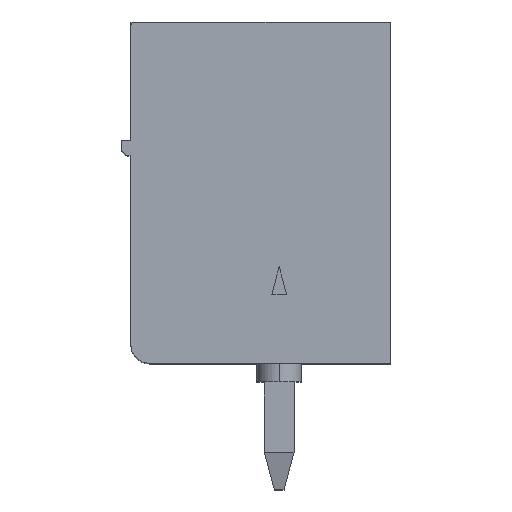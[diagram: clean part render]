
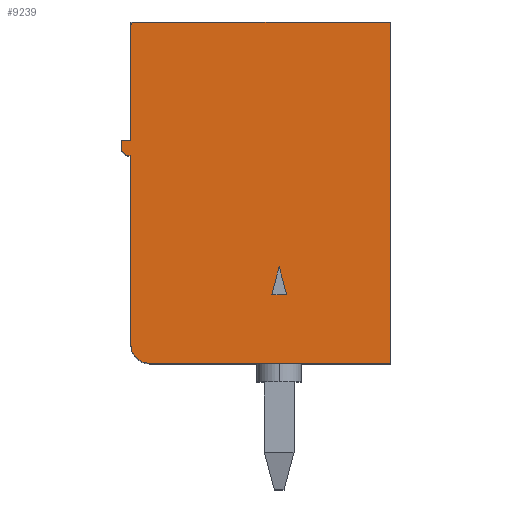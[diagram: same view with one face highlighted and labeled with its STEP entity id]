
A CAD part, top view. The second image highlights one B-rep face of the part: STEP entity #9239.
In plain terms, the highlighted planar face has unit normal (0, 0, 1).
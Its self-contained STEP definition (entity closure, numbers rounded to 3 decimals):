
#562 = CARTESIAN_POINT ( 'NONE',  ( 9.1, 6.9, 2.6 ) ) ;
#569 = DIRECTION ( 'NONE',  ( 0., 0., -1. ) ) ;
#570 = DIRECTION ( 'NONE',  ( 1., 0., 0. ) ) ;
#925 = CARTESIAN_POINT ( 'NONE',  ( 9.2, 6.9, 2.6 ) ) ;
#928 = CARTESIAN_POINT ( 'NONE',  ( 9.1, 7., 2.6 ) ) ;
#940 = CARTESIAN_POINT ( 'NONE',  ( 1.85, 3.201, 2.6 ) ) ;
#941 = CARTESIAN_POINT ( 'NONE',  ( 1.85, 2.799, 2.6 ) ) ;
#942 = CARTESIAN_POINT ( 'NONE',  ( 2.6, 3., 2.6 ) ) ;
#943 = CARTESIAN_POINT ( 'NONE',  ( 0., 0., 2.6 ) ) ;
#946 = CARTESIAN_POINT ( 'NONE',  ( 9.2, 0., 2.6 ) ) ;
#1217 = VECTOR ( 'NONE', #4028, 1000. ) ;
#1388 = AXIS2_PLACEMENT_3D ( 'NONE', #1697, #1713, #1714 ) ;
#1697 = CARTESIAN_POINT ( 'NONE',  ( 5.8, 7.05, 2.6 ) ) ;
#1713 = DIRECTION ( 'NONE',  ( 0., 0., -1. ) ) ;
#1714 = DIRECTION ( 'NONE',  ( 1., 0., 0. ) ) ;
#1812 = CARTESIAN_POINT ( 'NONE',  ( 6., 7., 2.6 ) ) ;
#1822 = CARTESIAN_POINT ( 'NONE',  ( 5.6, 7., 2.6 ) ) ;
#1840 = CARTESIAN_POINT ( 'NONE',  ( 0.5, 7., 2.6 ) ) ;
#1842 = CARTESIAN_POINT ( 'NONE',  ( 0., 6.5, 2.6 ) ) ;
#2537 = LINE ( 'NONE', #2538, #7197 ) ;
#2538 = CARTESIAN_POINT ( 'NONE',  ( 5.6, 7., 2.6 ) ) ;
#2539 = DIRECTION ( 'NONE',  ( 0., 1., 0. ) ) ;
#2635 = CARTESIAN_POINT ( 'NONE',  ( 0.5, 6.5, 2.6 ) ) ;
#2642 = DIRECTION ( 'NONE',  ( 0., 0., -1. ) ) ;
#2643 = DIRECTION ( 'NONE',  ( 1., 0., 0. ) ) ;
#2949 = FACE_BOUND ( 'NONE', #7972, .T. ) ;
#2955 = AXIS2_PLACEMENT_3D ( 'NONE', #7001, #7002, #7003 ) ;
#3034 = VECTOR ( 'NONE', #10335, 1000. ) ;
#4026 = LINE ( 'NONE', #4027, #1217 ) ;
#4027 = CARTESIAN_POINT ( 'NONE',  ( 5.8, 7.25, 2.6 ) ) ;
#4028 = DIRECTION ( 'NONE',  ( 1., 0., 0. ) ) ;
#4761 = EDGE_CURVE ( 'NONE', #8839, #8803, #4026, .T. ) ;
#4828 = EDGE_CURVE ( 'NONE', #8823, #8839, #9566, .T. ) ;
#5304 = FACE_OUTER_BOUND ( 'NONE', #7973, .T. ) ;
#6499 = LINE ( 'NONE', #6500, #7153 ) ;
#6500 = CARTESIAN_POINT ( 'NONE',  ( 0., 7., 2.6 ) ) ;
#6501 = DIRECTION ( 'NONE',  ( -1., 0., 0. ) ) ;
#6505 = LINE ( 'NONE', #6506, #7155 ) ;
#6506 = CARTESIAN_POINT ( 'NONE',  ( 0., 7., 2.6 ) ) ;
#6507 = DIRECTION ( 'NONE',  ( -1., 0., 0. ) ) ;
#6514 = LINE ( 'NONE', #6515, #7158 ) ;
#6515 = CARTESIAN_POINT ( 'NONE',  ( 1.85, 0., 2.6 ) ) ;
#6516 = DIRECTION ( 'NONE',  ( 0., 1., 0. ) ) ;
#6523 = LINE ( 'NONE', #6524, #7161 ) ;
#6524 = CARTESIAN_POINT ( 'NONE',  ( 1.85, 3.201, 2.6 ) ) ;
#6525 = DIRECTION ( 'NONE',  ( 0.966, -0.259, 0. ) ) ;
#6526 = LINE ( 'NONE', #6527, #7162 ) ;
#6527 = CARTESIAN_POINT ( 'NONE',  ( 2.6, 3., 2.6 ) ) ;
#6528 = DIRECTION ( 'NONE',  ( -0.966, -0.259, 0. ) ) ;
#6529 = LINE ( 'NONE', #6530, #7163 ) ;
#6530 = CARTESIAN_POINT ( 'NONE',  ( 0., 0., 2.6 ) ) ;
#6531 = DIRECTION ( 'NONE',  ( 0., -1., 0. ) ) ;
#6544 = LINE ( 'NONE', #6545, #7169 ) ;
#6545 = CARTESIAN_POINT ( 'NONE',  ( 9.2, 0., 2.6 ) ) ;
#6546 = DIRECTION ( 'NONE',  ( 0., 1., 0. ) ) ;
#6550 = LINE ( 'NONE', #6551, #7171 ) ;
#6551 = CARTESIAN_POINT ( 'NONE',  ( 3.1, 0., 2.6 ) ) ;
#6552 = DIRECTION ( 'NONE',  ( -1., 0., 0. ) ) ;
#7000 = PLANE ( 'NONE',  #2955 ) ;
#7001 = CARTESIAN_POINT ( 'NONE',  ( 0., 0., 2.6 ) ) ;
#7002 = DIRECTION ( 'NONE',  ( 0., 0., 1. ) ) ;
#7003 = DIRECTION ( 'NONE',  ( 1., 0., 0. ) ) ;
#7153 = VECTOR ( 'NONE', #6501, 1000. ) ;
#7155 = VECTOR ( 'NONE', #6507, 1000. ) ;
#7158 = VECTOR ( 'NONE', #6516, 1000. ) ;
#7161 = VECTOR ( 'NONE', #6525, 1000. ) ;
#7162 = VECTOR ( 'NONE', #6528, 1000. ) ;
#7163 = VECTOR ( 'NONE', #6531, 1000. ) ;
#7169 = VECTOR ( 'NONE', #6546, 1000. ) ;
#7171 = VECTOR ( 'NONE', #6552, 1000. ) ;
#7197 = VECTOR ( 'NONE', #2539, 1000. ) ;
#7254 = AXIS2_PLACEMENT_3D ( 'NONE', #2635, #2642, #2643 ) ;
#7407 = AXIS2_PLACEMENT_3D ( 'NONE', #562, #569, #570 ) ;
#7972 = EDGE_LOOP ( 'NONE', ( #8346, #8347, #8348 ) ) ;
#7973 = EDGE_LOOP ( 'NONE', ( #8349, #8350, #8351, #8345, #8353, #8354, #8352, #8355, #8356, #8357, #8358 ) ) ;
#8023 = VERTEX_POINT ( 'NONE', #1812 ) ;
#8033 = VERTEX_POINT ( 'NONE', #1822 ) ;
#8051 = VERTEX_POINT ( 'NONE', #1840 ) ;
#8053 = VERTEX_POINT ( 'NONE', #1842 ) ;
#8193 = VERTEX_POINT ( 'NONE', #925 ) ;
#8196 = VERTEX_POINT ( 'NONE', #928 ) ;
#8209 = VERTEX_POINT ( 'NONE', #940 ) ;
#8210 = VERTEX_POINT ( 'NONE', #941 ) ;
#8211 = VERTEX_POINT ( 'NONE', #942 ) ;
#8212 = VERTEX_POINT ( 'NONE', #943 ) ;
#8215 = VERTEX_POINT ( 'NONE', #946 ) ;
#8345 = ORIENTED_EDGE ( 'NONE', *, *, #9317, .F. ) ;
#8346 = ORIENTED_EDGE ( 'NONE', *, *, #9301, .T. ) ;
#8347 = ORIENTED_EDGE ( 'NONE', *, *, #9303, .T. ) ;
#8348 = ORIENTED_EDGE ( 'NONE', *, *, #9295, .T. ) ;
#8349 = ORIENTED_EDGE ( 'NONE', *, *, #9291, .T. ) ;
#8350 = ORIENTED_EDGE ( 'NONE', *, *, #9418, .F. ) ;
#8351 = ORIENTED_EDGE ( 'NONE', *, *, #9305, .T. ) ;
#8352 = ORIENTED_EDGE ( 'NONE', *, *, #9288, .T. ) ;
#8353 = ORIENTED_EDGE ( 'NONE', *, *, #9315, .T. ) ;
#8354 = ORIENTED_EDGE ( 'NONE', *, *, #9514, .F. ) ;
#8355 = ORIENTED_EDGE ( 'NONE', *, *, #8952, .F. ) ;
#8356 = ORIENTED_EDGE ( 'NONE', *, *, #4761, .F. ) ;
#8357 = ORIENTED_EDGE ( 'NONE', *, *, #4828, .F. ) ;
#8358 = ORIENTED_EDGE ( 'NONE', *, *, #9356, .F. ) ;
#8803 = VERTEX_POINT ( 'NONE', #10283 ) ;
#8823 = VERTEX_POINT ( 'NONE', #10303 ) ;
#8839 = VERTEX_POINT ( 'NONE', #10319 ) ;
#8952 = EDGE_CURVE ( 'NONE', #8803, #8023, #10333, .T. ) ;
#9239 = ADVANCED_FACE ( 'NONE', ( #2949, #5304 ), #7000, .T. ) ;
#9288 = EDGE_CURVE ( 'NONE', #8196, #8023, #6499, .T. ) ;
#9291 = EDGE_CURVE ( 'NONE', #8033, #8051, #6505, .T. ) ;
#9295 = EDGE_CURVE ( 'NONE', #8210, #8209, #6514, .T. ) ;
#9301 = EDGE_CURVE ( 'NONE', #8209, #8211, #6523, .T. ) ;
#9303 = EDGE_CURVE ( 'NONE', #8211, #8210, #6526, .T. ) ;
#9305 = EDGE_CURVE ( 'NONE', #8053, #8212, #6529, .T. ) ;
#9315 = EDGE_CURVE ( 'NONE', #8215, #8193, #6544, .T. ) ;
#9317 = EDGE_CURVE ( 'NONE', #8215, #8212, #6550, .T. ) ;
#9356 = EDGE_CURVE ( 'NONE', #8033, #8823, #2537, .T. ) ;
#9418 = EDGE_CURVE ( 'NONE', #8053, #8051, #10191, .T. ) ;
#9514 = EDGE_CURVE ( 'NONE', #8196, #8193, #10201, .T. ) ;
#9566 = CIRCLE ( 'NONE', #1388, 0.2 ) ;
#10191 = CIRCLE ( 'NONE', #7254, 0.5 ) ;
#10201 = CIRCLE ( 'NONE', #7407, 0.1 ) ;
#10283 = CARTESIAN_POINT ( 'NONE',  ( 6., 7.25, 2.6 ) ) ;
#10303 = CARTESIAN_POINT ( 'NONE',  ( 5.6, 7.05, 2.6 ) ) ;
#10319 = CARTESIAN_POINT ( 'NONE',  ( 5.8, 7.25, 2.6 ) ) ;
#10333 = LINE ( 'NONE', #10334, #3034 ) ;
#10334 = CARTESIAN_POINT ( 'NONE',  ( 6., 7., 2.6 ) ) ;
#10335 = DIRECTION ( 'NONE',  ( 0., -1., 0. ) ) ;
